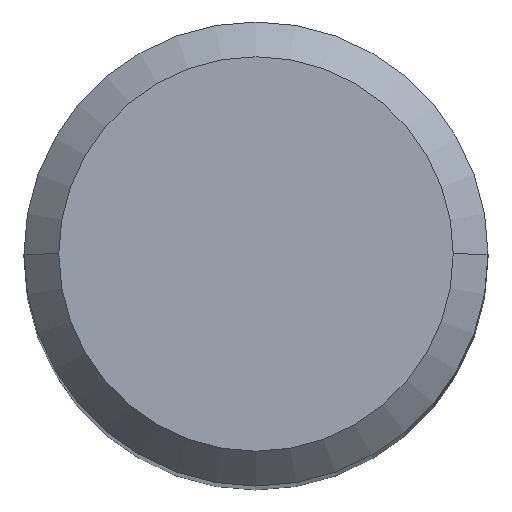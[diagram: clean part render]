
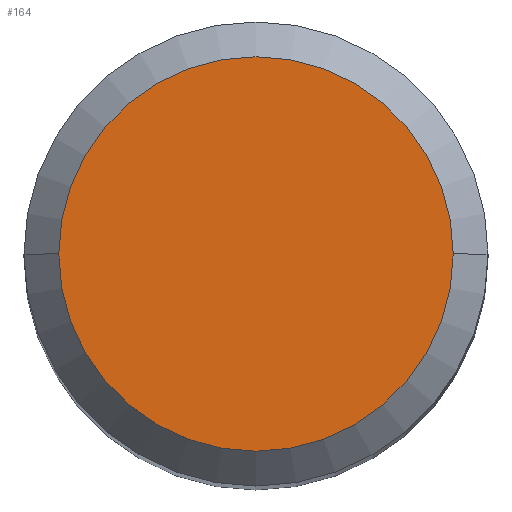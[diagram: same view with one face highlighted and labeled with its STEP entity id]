
A CAD part, top view. The second image highlights one B-rep face of the part: STEP entity #164.
In plain terms, the highlighted planar face has unit normal (0, 0, 1).
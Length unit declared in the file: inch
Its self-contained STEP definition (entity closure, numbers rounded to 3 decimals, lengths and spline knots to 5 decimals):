
#13 = VERTEX_POINT ( 'NONE', #201 ) ;
#23 = AXIS2_PLACEMENT_3D ( 'NONE', #264, #194, #255 ) ;
#27 = EDGE_CURVE ( 'NONE', #320, #13, #134, .T. ) ;
#32 = FACE_OUTER_BOUND ( 'NONE', #314, .T. ) ;
#56 = DIRECTION ( 'NONE',  ( 1., 0., 0. ) ) ;
#90 = EDGE_CURVE ( 'NONE', #13, #320, #344, .T. ) ;
#99 = PLANE ( 'NONE',  #23 ) ;
#134 = CIRCLE ( 'NONE', #207, 0.26771 ) ;
#164 = ADVANCED_FACE ( 'NONE', ( #32 ), #99, .F. ) ;
#194 = DIRECTION ( 'NONE',  ( 0., 0., -1. ) ) ;
#201 = CARTESIAN_POINT ( 'NONE',  ( 0.26771, 0., 0. ) ) ;
#207 = AXIS2_PLACEMENT_3D ( 'NONE', #316, #458, #278 ) ;
#230 = CARTESIAN_POINT ( 'NONE',  ( 0., 0., 0. ) ) ;
#255 = DIRECTION ( 'NONE',  ( -1., 0., 0. ) ) ;
#264 = CARTESIAN_POINT ( 'NONE',  ( 0., 0., 0. ) ) ;
#278 = DIRECTION ( 'NONE',  ( 1., 0., 0. ) ) ;
#282 = ORIENTED_EDGE ( 'NONE', *, *, #90, .T. ) ;
#293 = ORIENTED_EDGE ( 'NONE', *, *, #27, .T. ) ;
#314 = EDGE_LOOP ( 'NONE', ( #293, #282 ) ) ;
#316 = CARTESIAN_POINT ( 'NONE',  ( 0., 0., 0. ) ) ;
#320 = VERTEX_POINT ( 'NONE', #349 ) ;
#344 = CIRCLE ( 'NONE', #446, 0.26771 ) ;
#349 = CARTESIAN_POINT ( 'NONE',  ( -0.26771, 0., 0. ) ) ;
#385 = DIRECTION ( 'NONE',  ( 0., 0., 1. ) ) ;
#446 = AXIS2_PLACEMENT_3D ( 'NONE', #230, #385, #56 ) ;
#458 = DIRECTION ( 'NONE',  ( 0., 0., 1. ) ) ;
